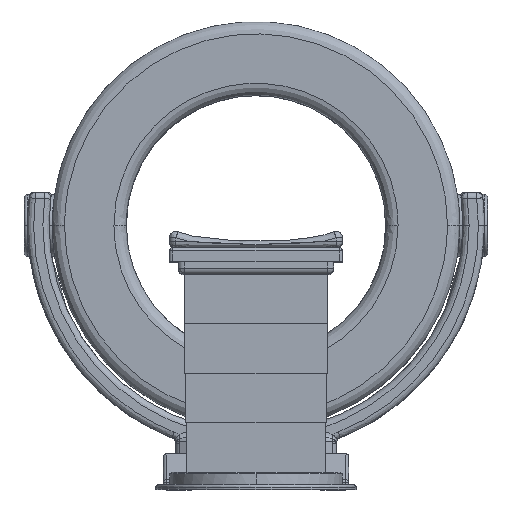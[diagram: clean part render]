
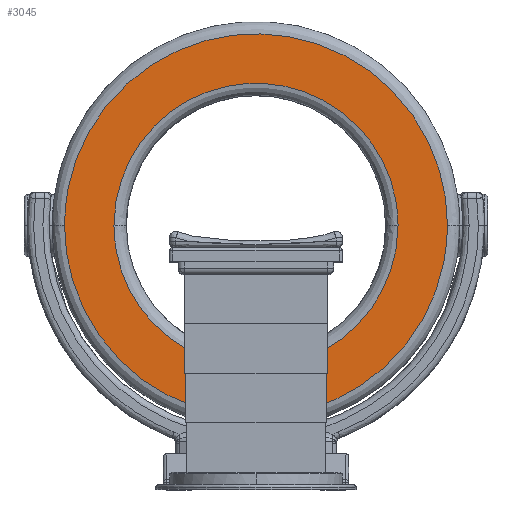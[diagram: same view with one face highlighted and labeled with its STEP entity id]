
A CAD part, top view. The second image highlights one B-rep face of the part: STEP entity #3045.
In plain terms, the highlighted free-form (B-spline) face has degree [1, 1] with [2, 2] control points.
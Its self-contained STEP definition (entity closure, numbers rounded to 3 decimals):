
#414 = EDGE_CURVE('',#415,#417,#419,.T.);
#415 = VERTEX_POINT('',#416);
#416 = CARTESIAN_POINT('',(-777.177,0.,
    510.233));
#417 = VERTEX_POINT('',#418);
#418 = CARTESIAN_POINT('',(777.177,0.,510.233));
#419 = ( BOUNDED_CURVE() B_SPLINE_CURVE(2,(#420,#421,#422,#423,#424),
.UNSPECIFIED.,.F.,.F.) B_SPLINE_CURVE_WITH_KNOTS((3,2,3),(3.142,
4.712,6.283),.PIECEWISE_BEZIER_KNOTS.) CURVE() 
GEOMETRIC_REPRESENTATION_ITEM() RATIONAL_B_SPLINE_CURVE((1.,
0.707,1.,0.707,1.)) REPRESENTATION_ITEM('') );
#420 = CARTESIAN_POINT('',(-777.177,0.,
    510.233));
#421 = CARTESIAN_POINT('',(-777.177,777.177,
    510.233));
#422 = CARTESIAN_POINT('',(0.,777.177,
    510.233));
#423 = CARTESIAN_POINT('',(777.177,777.177,
    510.233));
#424 = CARTESIAN_POINT('',(777.177,0.,
    510.233));
#537 = VERTEX_POINT('',#538);
#538 = CARTESIAN_POINT('',(-1047.499,0.,
    510.233));
#544 = EDGE_CURVE('',#545,#537,#547,.T.);
#545 = VERTEX_POINT('',#546);
#546 = CARTESIAN_POINT('',(1047.499,0.,510.233));
#547 = ( BOUNDED_CURVE() B_SPLINE_CURVE(2,(#548,#549,#550,#551,#552),
.UNSPECIFIED.,.F.,.F.) B_SPLINE_CURVE_WITH_KNOTS((3,2,3),(0.,
1.571,3.142),.PIECEWISE_BEZIER_KNOTS.) CURVE() 
GEOMETRIC_REPRESENTATION_ITEM() RATIONAL_B_SPLINE_CURVE((1.,
0.707,1.,0.707,1.)) REPRESENTATION_ITEM('') );
#548 = CARTESIAN_POINT('',(1047.499,0.,510.233));
#549 = CARTESIAN_POINT('',(1047.499,1047.499,
    510.233));
#550 = CARTESIAN_POINT('',(0.,1047.499,
    510.233));
#551 = CARTESIAN_POINT('',(-1047.499,1047.499,
    510.233));
#552 = CARTESIAN_POINT('',(-1047.499,0.,
    510.233));
#3045 = ADVANCED_FACE('',(#3046,#3057),#3068,.T.);
#3046 = FACE_BOUND('',#3047,.T.);
#3047 = EDGE_LOOP('',(#3048,#3056));
#3048 = ORIENTED_EDGE('',*,*,#3049,.T.);
#3049 = EDGE_CURVE('',#417,#415,#3050,.T.);
#3050 = ( BOUNDED_CURVE() B_SPLINE_CURVE(2,(#3051,#3052,#3053,#3054,
#3055),.UNSPECIFIED.,.F.,.F.) B_SPLINE_CURVE_WITH_KNOTS((3,2,3),(0.,
1.571,3.142),.PIECEWISE_BEZIER_KNOTS.) CURVE() 
GEOMETRIC_REPRESENTATION_ITEM() RATIONAL_B_SPLINE_CURVE((1.,
0.707,1.,0.707,1.)) REPRESENTATION_ITEM('') );
#3051 = CARTESIAN_POINT('',(777.177,0.,510.233));
#3052 = CARTESIAN_POINT('',(777.177,-777.177,
    510.233));
#3053 = CARTESIAN_POINT('',(0.,-777.177,
    510.233));
#3054 = CARTESIAN_POINT('',(-777.177,-777.177,
    510.233));
#3055 = CARTESIAN_POINT('',(-777.177,0.,
    510.233));
#3056 = ORIENTED_EDGE('',*,*,#414,.T.);
#3057 = FACE_BOUND('',#3058,.T.);
#3058 = EDGE_LOOP('',(#3059,#3060));
#3059 = ORIENTED_EDGE('',*,*,#544,.T.);
#3060 = ORIENTED_EDGE('',*,*,#3061,.T.);
#3061 = EDGE_CURVE('',#537,#545,#3062,.T.);
#3062 = ( BOUNDED_CURVE() B_SPLINE_CURVE(2,(#3063,#3064,#3065,#3066,
#3067),.UNSPECIFIED.,.F.,.F.) B_SPLINE_CURVE_WITH_KNOTS((3,2,3),(
    3.142,4.712,6.283),
.PIECEWISE_BEZIER_KNOTS.) CURVE() GEOMETRIC_REPRESENTATION_ITEM() 
RATIONAL_B_SPLINE_CURVE((1.,0.707,1.,0.707,1.)) 
REPRESENTATION_ITEM('') );
#3063 = CARTESIAN_POINT('',(-1047.499,0.,
    510.233));
#3064 = CARTESIAN_POINT('',(-1047.499,-1047.499,
    510.233));
#3065 = CARTESIAN_POINT('',(0.,-1047.499,
    510.233));
#3066 = CARTESIAN_POINT('',(1047.499,-1047.499,
    510.233));
#3067 = CARTESIAN_POINT('',(1047.499,0.,
    510.233));
#3068 = B_SPLINE_SURFACE_WITH_KNOTS('',1,1,(
    (#3069,#3070)
    ,(#3071,#3072
  )),.UNSPECIFIED.,.F.,.F.,.F.,(2,2),(2,2),(-787.4,787.4),(-787.4,787.4)
  ,.PIECEWISE_BEZIER_KNOTS.);
#3069 = CARTESIAN_POINT('',(-1047.499,-1047.499,
    510.233));
#3070 = CARTESIAN_POINT('',(-1047.499,1047.499,
    510.233));
#3071 = CARTESIAN_POINT('',(1047.499,-1047.499,
    510.233));
#3072 = CARTESIAN_POINT('',(1047.499,1047.499,
    510.233));
